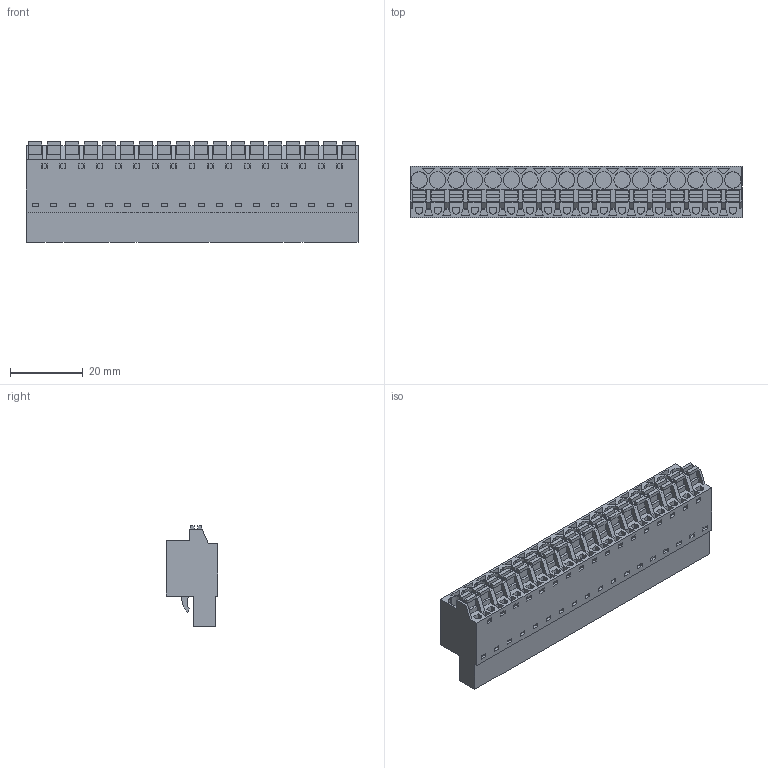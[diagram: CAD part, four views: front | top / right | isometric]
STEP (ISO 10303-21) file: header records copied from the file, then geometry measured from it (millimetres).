
FILE_DESCRIPTION(('CATIA V5 STEP Exchange','CAx-IF Rec.Pracs.--- Model Styling and Organization---1.2---2011-12-15'),'2;1');
FILE_NAME ('D1446581_0_1013860000_1013860000.stp','2017-04-28T12:47:52+00:00',('none'),('Weidmueller'),'CATIA Version 5-6 Release 2014','CATIA V5 STEP AP214','none');
FILE_SCHEMA(('AUTOMOTIVE_DESIGN { 1 0 10303 214 1 1 1 1 }'));
Length unit declared in the file: millimetre
Products named in the file (1): 1013860000
Bounding box: 91.44 x 14.2 x 27.73 mm (x, y, z)
Volume: 21702.2 mm3; surface area: 14325.8 mm2
Topology: 19 solids, 19 shells, 1252 faces, 3617 edges, 2529 vertices
Faces by surface type: plane 1124, cylinder 127, extrusion 1
Entity records: 40242 total; most frequent: CARTESIAN_POINT 7636, ORIENTED_EDGE 7234, DIRECTION 5057, EDGE_CURVE 3617, VECTOR 3362, LINE 3361, VERTEX_POINT 2529, EDGE_LOOP 1446
